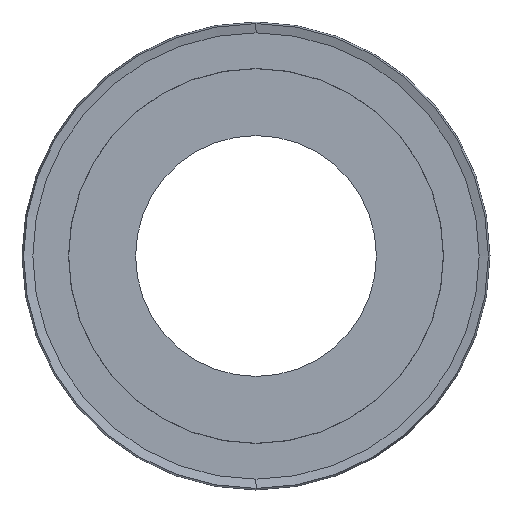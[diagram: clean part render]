
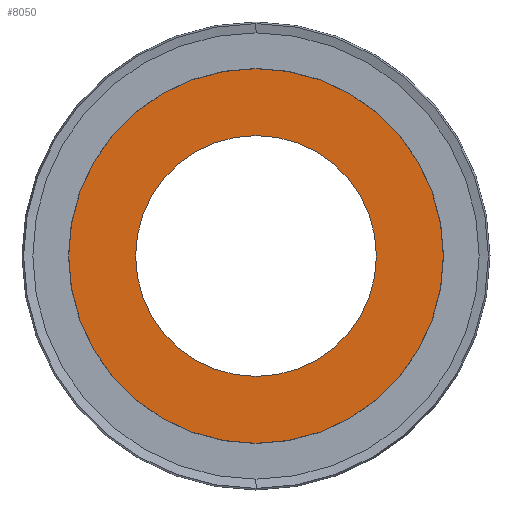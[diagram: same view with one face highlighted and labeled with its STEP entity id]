
A CAD part, left-side view. The second image highlights one B-rep face of the part: STEP entity #8050.
In plain terms, the highlighted planar face has unit normal (-1, 0, 0).
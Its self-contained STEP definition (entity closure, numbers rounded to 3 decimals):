
#89 = CARTESIAN_POINT ( 'NONE',  ( 10.947, 62.903, 101.954 ) ) ;
#549 = EDGE_CURVE ( 'NONE', #4440, #7796, #3436, .T. ) ;
#731 = VERTEX_POINT ( 'NONE', #3220 ) ;
#853 = CARTESIAN_POINT ( 'NONE',  ( 10.947, 62.903, 152.76 ) ) ;
#1024 = CIRCLE ( 'NONE', #3972, 50.806 ) ;
#1093 = AXIS2_PLACEMENT_3D ( 'NONE', #11099, #12025, #11974 ) ;
#2485 = ORIENTED_EDGE ( 'NONE', *, *, #549, .T. ) ;
#2519 = ORIENTED_EDGE ( 'NONE', *, *, #7489, .T. ) ;
#2540 = AXIS2_PLACEMENT_3D ( 'NONE', #4528, #12903, #10709 ) ;
#3101 = FACE_OUTER_BOUND ( 'NONE', #4457, .T. ) ;
#3220 = CARTESIAN_POINT ( 'NONE',  ( 10.947, 62.903, 134.605 ) ) ;
#3323 = DIRECTION ( 'NONE',  ( -1., 0., 0. ) ) ;
#3436 = CIRCLE ( 'NONE', #9286, 50.806 ) ;
#3465 = EDGE_CURVE ( 'NONE', #12356, #731, #10806, .T. ) ;
#3470 = CARTESIAN_POINT ( 'NONE',  ( 10.947, 62.903, 69.302 ) ) ;
#3972 = AXIS2_PLACEMENT_3D ( 'NONE', #11175, #10084, #7901 ) ;
#4440 = VERTEX_POINT ( 'NONE', #10671 ) ;
#4457 = EDGE_LOOP ( 'NONE', ( #10682, #2485 ) ) ;
#4528 = CARTESIAN_POINT ( 'NONE',  ( 10.947, 62.903, 101.954 ) ) ;
#4972 = DIRECTION ( 'NONE',  ( 0., 0., 1. ) ) ;
#5313 = PLANE ( 'NONE',  #6899 ) ;
#6424 = EDGE_LOOP ( 'NONE', ( #8981, #2519 ) ) ;
#6899 = AXIS2_PLACEMENT_3D ( 'NONE', #89, #3323, #10574 ) ;
#7489 = EDGE_CURVE ( 'NONE', #731, #12356, #13007, .T. ) ;
#7796 = VERTEX_POINT ( 'NONE', #853 ) ;
#7901 = DIRECTION ( 'NONE',  ( 0., 0., 1. ) ) ;
#8050 = ADVANCED_FACE ( 'NONE', ( #11379, #3101 ), #5313, .T. ) ;
#8067 = DIRECTION ( 'NONE',  ( -1., 0., 0. ) ) ;
#8981 = ORIENTED_EDGE ( 'NONE', *, *, #3465, .T. ) ;
#9286 = AXIS2_PLACEMENT_3D ( 'NONE', #10073, #8067, #4972 ) ;
#10073 = CARTESIAN_POINT ( 'NONE',  ( 10.947, 62.903, 101.954 ) ) ;
#10084 = DIRECTION ( 'NONE',  ( -1., 0., 0. ) ) ;
#10416 = EDGE_CURVE ( 'NONE', #7796, #4440, #1024, .T. ) ;
#10574 = DIRECTION ( 'NONE',  ( 0., 0., 1. ) ) ;
#10671 = CARTESIAN_POINT ( 'NONE',  ( 10.947, 62.903, 51.147 ) ) ;
#10682 = ORIENTED_EDGE ( 'NONE', *, *, #10416, .T. ) ;
#10709 = DIRECTION ( 'NONE',  ( 0., 0., -1. ) ) ;
#10806 = CIRCLE ( 'NONE', #1093, 32.652 ) ;
#11099 = CARTESIAN_POINT ( 'NONE',  ( 10.947, 62.903, 101.954 ) ) ;
#11175 = CARTESIAN_POINT ( 'NONE',  ( 10.947, 62.903, 101.954 ) ) ;
#11379 = FACE_BOUND ( 'NONE', #6424, .T. ) ;
#11974 = DIRECTION ( 'NONE',  ( 0., 0., -1. ) ) ;
#12025 = DIRECTION ( 'NONE',  ( 1., 0., 0. ) ) ;
#12356 = VERTEX_POINT ( 'NONE', #3470 ) ;
#12903 = DIRECTION ( 'NONE',  ( 1., 0., 0. ) ) ;
#13007 = CIRCLE ( 'NONE', #2540, 32.652 ) ;
